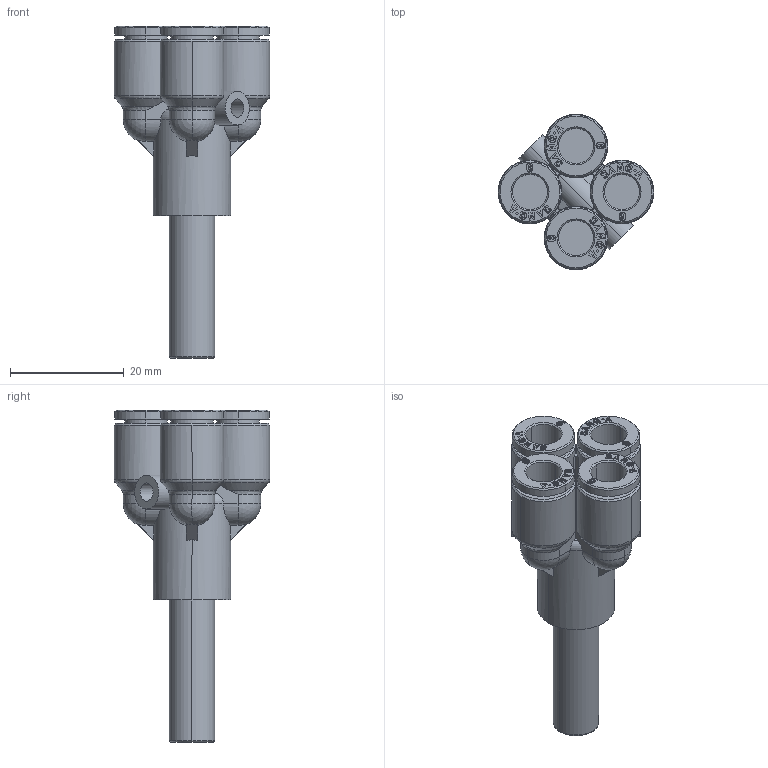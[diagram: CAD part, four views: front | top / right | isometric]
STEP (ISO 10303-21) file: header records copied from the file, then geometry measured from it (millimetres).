
FILE_DESCRIPTION((''),'2;1');
FILE_NAME('GPXJ 0806(3D).stp','2012-12-27T19:41:23',(''),(''),'Mechanical Desktop.R8.0.24.0','Mechanical Desktop.R8.0.24.0',', , ');
FILE_SCHEMA(('CONFIG_CONTROL_DESIGN'));
Length unit declared in the file: millimetre
Products named in the file (2): GPXJ 0806(3D); ºÎÇ°1
Assembly tree (1 placements, depth 2):
  GPXJ 0806(3D)
    ºÎÇ°1
Bounding box: 27.4 x 27.4 x 58.45 mm (x, y, z)
Volume: 7651 mm3; surface area: 6530.8 mm2
Topology: 1 solids, 1 shells, 1005 faces, 2803 edges, 1846 vertices
Faces by surface type: plane 713, bspline 112, cylinder 106, cone 46, torus 16, sphere 12
Entity records: 34198 total; most frequent: CARTESIAN_POINT 8382, ORIENTED_EDGE 5590, DIRECTION 5057, EDGE_CURVE 2795, VECTOR 2167, LINE 2167, VERTEX_POINT 1846, AXIS2_PLACEMENT_3D 1445
